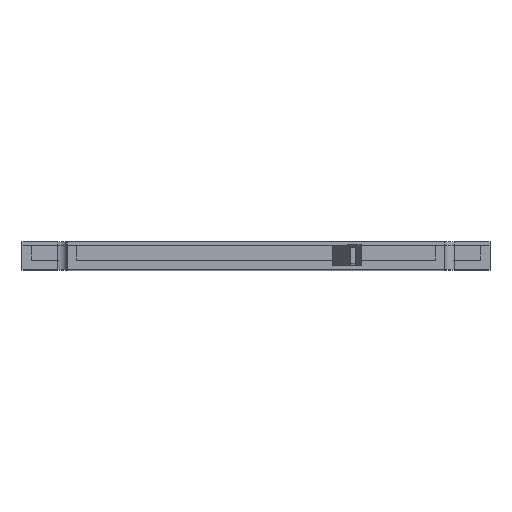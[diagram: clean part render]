
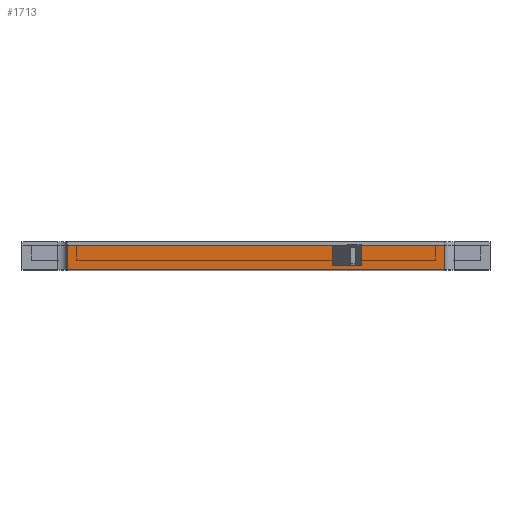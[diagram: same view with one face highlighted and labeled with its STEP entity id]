
A CAD part, top view. The second image highlights one B-rep face of the part: STEP entity #1713.
In plain terms, the highlighted planar face has unit normal (0, 0, 1).
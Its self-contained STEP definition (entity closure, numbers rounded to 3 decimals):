
#82=FACE_OUTER_BOUND('',#180,.T.);
#180=EDGE_LOOP('',(#1195,#1196,#1197,#1198));
#342=LINE('',#2487,#537);
#373=LINE('',#2581,#568);
#374=LINE('',#2583,#569);
#375=LINE('',#2584,#570);
#537=VECTOR('',#1989,10.);
#568=VECTOR('',#2056,10.);
#569=VECTOR('',#2057,10.);
#570=VECTOR('',#2058,10.);
#732=VERTEX_POINT('',#2485);
#733=VERTEX_POINT('',#2486);
#778=VERTEX_POINT('',#2580);
#779=VERTEX_POINT('',#2582);
#898=EDGE_CURVE('',#732,#733,#342,.T.);
#945=EDGE_CURVE('',#733,#778,#373,.T.);
#946=EDGE_CURVE('',#779,#778,#374,.T.);
#947=EDGE_CURVE('',#732,#779,#375,.T.);
#1195=ORIENTED_EDGE('',*,*,#898,.T.);
#1196=ORIENTED_EDGE('',*,*,#945,.T.);
#1197=ORIENTED_EDGE('',*,*,#946,.F.);
#1198=ORIENTED_EDGE('',*,*,#947,.F.);
#1647=PLANE('',#1851);
#1713=ADVANCED_FACE('',(#82),#1647,.T.);
#1851=AXIS2_PLACEMENT_3D('',#2579,#2054,#2055);
#1989=DIRECTION('',(-1.,0.,0.));
#2054=DIRECTION('center_axis',(0.,0.,1.));
#2055=DIRECTION('ref_axis',(-1.,0.,0.));
#2056=DIRECTION('',(0.,-1.,0.));
#2057=DIRECTION('',(-1.,0.,0.));
#2058=DIRECTION('',(0.,-1.,0.));
#2485=CARTESIAN_POINT('',(39.5,5.11,49.));
#2486=CARTESIAN_POINT('',(-39.5,5.11,49.));
#2487=CARTESIAN_POINT('',(0.,5.11,49.));
#2579=CARTESIAN_POINT('Origin',(39.5,5.11,49.));
#2580=CARTESIAN_POINT('',(-39.5,0.,49.));
#2581=CARTESIAN_POINT('',(-39.5,5.11,49.));
#2582=CARTESIAN_POINT('',(39.5,0.,49.));
#2583=CARTESIAN_POINT('',(39.5,0.,49.));
#2584=CARTESIAN_POINT('',(39.5,5.11,49.));
